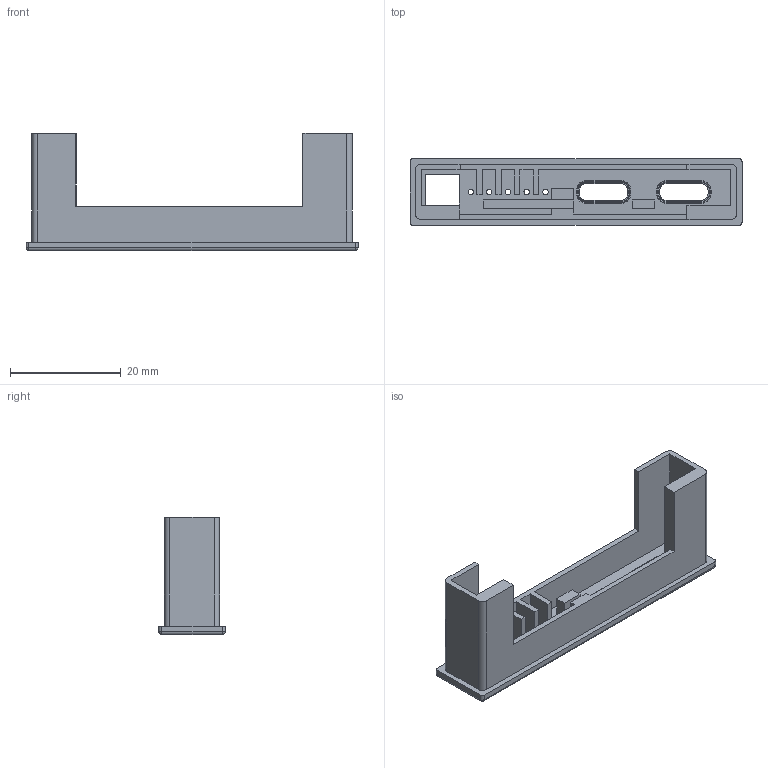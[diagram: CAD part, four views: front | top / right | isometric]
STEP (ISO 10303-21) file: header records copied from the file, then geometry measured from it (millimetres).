
FILE_DESCRIPTION(('FreeCAD Model'),'2;1');
FILE_NAME('Open CASCADE Shape Model','2024-03-26T12:35:37',('Author'),( ''),'Open CASCADE STEP processor 7.6','FreeCAD','Unknown');
FILE_SCHEMA(('AUTOMOTIVE_DESIGN { 1 0 10303 214 1 1 1 1 }'));
Length unit declared in the file: millimetre
Products named in the file (1): Part 002
Bounding box: 60 x 12 x 21.15 mm (x, y, z)
Volume: 3190 mm3; surface area: 4928.9 mm2
Topology: 1 solids, 1 shells, 188 faces, 480 edges, 296 vertices
Faces by surface type: plane 93, cylinder 67, torus 24, sphere 4
Full cylindrical faces by diameter (mm): 1 x5
Entity records: 5657 total; most frequent: DIRECTION 1007, CARTESIAN_POINT 966, ORIENTED_EDGE 952, EDGE_CURVE 476, AXIS2_PLACEMENT_3D 347, LINE 313, VECTOR 313, VERTEX_POINT 296
